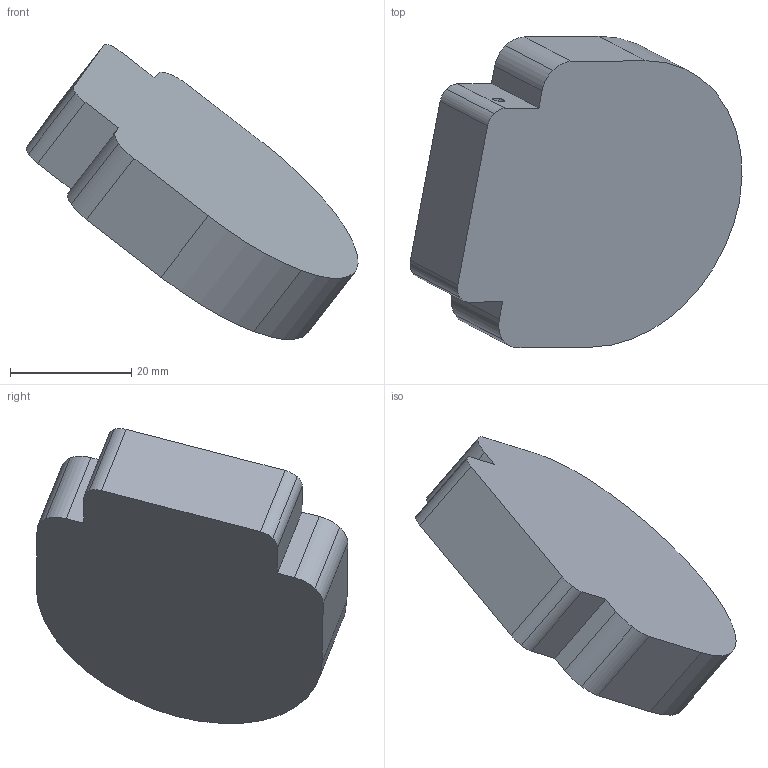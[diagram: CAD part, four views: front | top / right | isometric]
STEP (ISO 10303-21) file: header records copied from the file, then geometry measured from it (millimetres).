
FILE_DESCRIPTION(('STEP AP214'),'1');
FILE_NAME('Adult_DBS_04_IPG.step','2024-02-05T22:03:25',(' '),('ANSOFT Corporation'),'Spatial InterOp 3D',' ',' ');
FILE_SCHEMA(('AUTOMOTIVE_DESIGN { 1 0 10303 214 1 1 1 1 }'));
Length unit declared in the file: millimetre
Products named in the file (1): IPG
Bounding box: 54.72 x 51.38 x 48.6 mm (x, y, z)
Volume: 30877.5 mm3; surface area: 7049.8 mm2
Topology: 1 solids, 1 shells, 23 faces, 61 edges, 41 vertices
Faces by surface type: cylinder 13, plane 10
Entity records: 754 total; most frequent: DIRECTION 136, CARTESIAN_POINT 126, ORIENTED_EDGE 122, EDGE_CURVE 61, AXIS2_PLACEMENT_3D 51, VERTEX_POINT 41, LINE 34, VECTOR 34
